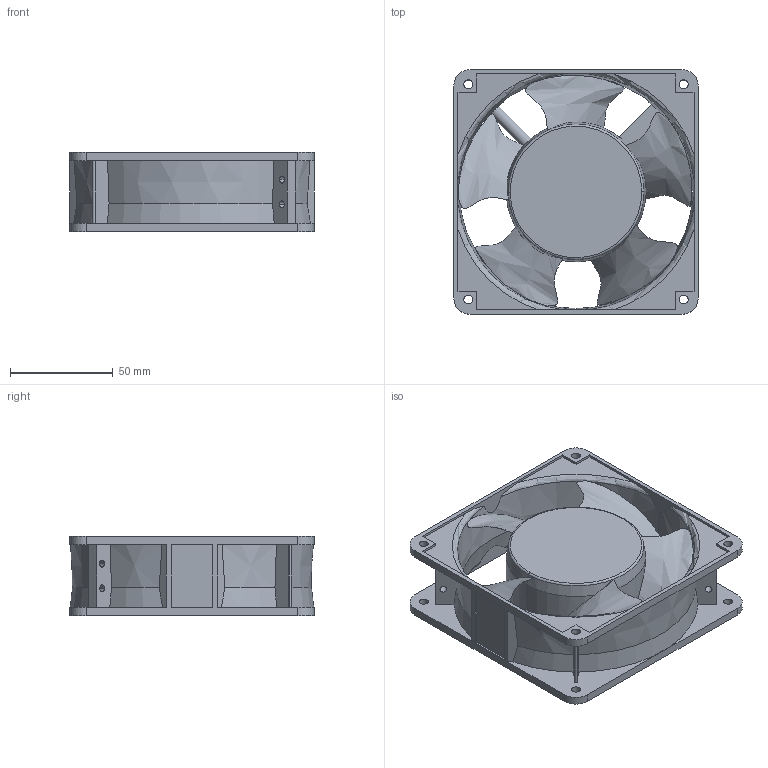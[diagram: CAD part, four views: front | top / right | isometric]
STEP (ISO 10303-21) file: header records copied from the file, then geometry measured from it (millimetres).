
FILE_DESCRIPTION (( 'STEP AP214' ), '1' );
FILE_NAME ('F80A792B-DD54-42FB-B977-E4D344E88107.STEP', '2009-04-22T05:14:56', ( 'sysAdmin' ), ( 'SolidWorks' ), 'SwSTEP 2.0', 'SolidWorks 2009', '' );
FILE_SCHEMA (( 'AUTOMOTIVE_DESIGN' ));
Length unit declared in the file: millimetre
Products named in the file (1): F80A792B-DD54-42FB-B977-E4D344E88107
Bounding box: 119 x 119 x 38.5 mm (x, y, z)
Volume: 209942.9 mm3; surface area: 80186.2 mm2
Topology: 4 solids, 4 shells, 279 faces, 791 edges, 519 vertices
Faces by surface type: plane 158, cylinder 56, cone 36, torus 19, bspline 10
Entity records: 14174 total; most frequent: CARTESIAN_POINT 3973, ORIENTED_EDGE 1582, DIRECTION 1327, EDGE_CURVE 791, VERTEX_POINT 519, AXIS2_PLACEMENT_3D 458, LINE 411, VECTOR 411
